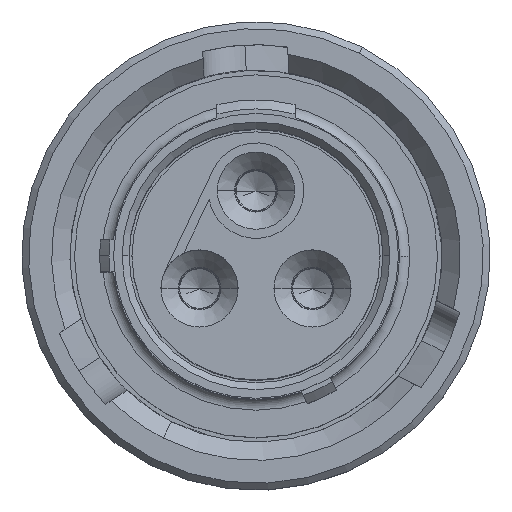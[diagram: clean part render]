
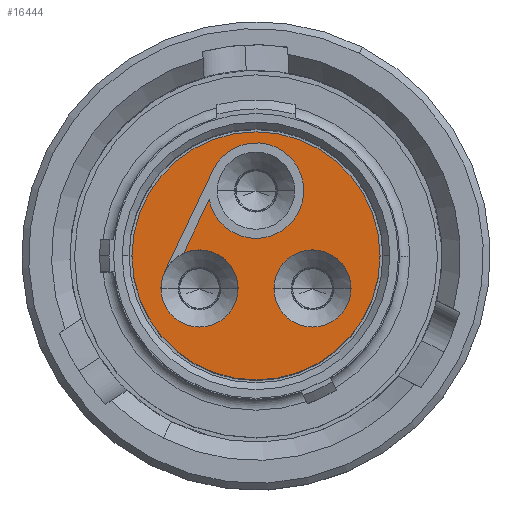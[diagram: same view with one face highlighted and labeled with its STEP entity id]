
A CAD part, top view. The second image highlights one B-rep face of the part: STEP entity #16444.
In plain terms, the highlighted planar face has unit normal (0, 0, 1).
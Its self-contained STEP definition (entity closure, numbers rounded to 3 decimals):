
#109 = VERTEX_POINT ( 'NONE', #14948 ) ;
#735 = AXIS2_PLACEMENT_3D ( 'NONE', #16801, #21552, #1934 ) ;
#914 = DIRECTION ( 'NONE',  ( 1., 0., 0. ) ) ;
#1076 = EDGE_CURVE ( 'NONE', #109, #26069, #25357, .T. ) ;
#1088 = CIRCLE ( 'NONE', #735, 2.7 ) ;
#1407 = DIRECTION ( 'NONE',  ( 1., 0., 0. ) ) ;
#1803 = EDGE_LOOP ( 'NONE', ( #30107, #25321 ) ) ;
#1934 = DIRECTION ( 'NONE',  ( 1., 0., 0. ) ) ;
#2085 = DIRECTION ( 'NONE',  ( 0., 0., 1. ) ) ;
#2270 = CARTESIAN_POINT ( 'NONE',  ( -0.94, 1.865, 17.686 ) ) ;
#3300 = AXIS2_PLACEMENT_3D ( 'NONE', #19055, #2085, #13954 ) ;
#3390 = EDGE_CURVE ( 'NONE', #12828, #20198, #15101, .T. ) ;
#3474 = CIRCLE ( 'NONE', #27042, 0.84 ) ;
#3524 = EDGE_CURVE ( 'NONE', #22299, #4386, #9760, .T. ) ;
#3914 = DIRECTION ( 'NONE',  ( 1., 0., 0. ) ) ;
#4386 = VERTEX_POINT ( 'NONE', #25772 ) ;
#4883 = DIRECTION ( 'NONE',  ( 0.428, 0.904, 0. ) ) ;
#5119 = EDGE_CURVE ( 'NONE', #26069, #109, #12591, .T. ) ;
#5736 = DIRECTION ( 'NONE',  ( 0., 0., 1. ) ) ;
#7361 = EDGE_CURVE ( 'NONE', #30002, #22299, #3474, .T. ) ;
#7767 = VERTEX_POINT ( 'NONE', #18000 ) ;
#8031 = DIRECTION ( 'NONE',  ( 1., 0., 0. ) ) ;
#8052 = ORIENTED_EDGE ( 'NONE', *, *, #14177, .F. ) ;
#8460 = LINE ( 'NONE', #31179, #24164 ) ;
#8480 = AXIS2_PLACEMENT_3D ( 'NONE', #27468, #10047, #12907 ) ;
#8955 = ORIENTED_EDGE ( 'NONE', *, *, #25203, .F. ) ;
#9399 = ORIENTED_EDGE ( 'NONE', *, *, #3390, .T. ) ;
#9760 = CIRCLE ( 'NONE', #26229, 0.84 ) ;
#10047 = DIRECTION ( 'NONE',  ( 0., 0., -1. ) ) ;
#10627 = CARTESIAN_POINT ( 'NONE',  ( 1.23, -0.71, 17.686 ) ) ;
#10803 = VERTEX_POINT ( 'NONE', #15567 ) ;
#11254 = EDGE_CURVE ( 'NONE', #4386, #7767, #8460, .T. ) ;
#11432 = CIRCLE ( 'NONE', #28098, 0.84 ) ;
#11442 = DIRECTION ( 'NONE',  ( 1., 0., 0. ) ) ;
#11545 = ORIENTED_EDGE ( 'NONE', *, *, #13186, .F. ) ;
#12559 = CARTESIAN_POINT ( 'NONE',  ( -2.7, 0., 17.686 ) ) ;
#12591 = CIRCLE ( 'NONE', #3300, 0.84 ) ;
#12828 = VERTEX_POINT ( 'NONE', #12916 ) ;
#12907 = DIRECTION ( 'NONE',  ( -1., 0., 0. ) ) ;
#12916 = CARTESIAN_POINT ( 'NONE',  ( 2.7, 0., 17.686 ) ) ;
#13186 = EDGE_CURVE ( 'NONE', #7767, #10803, #28476, .T. ) ;
#13472 = CARTESIAN_POINT ( 'NONE',  ( -1.989, -0.351, 17.686 ) ) ;
#13954 = DIRECTION ( 'NONE',  ( 1., 0., 0. ) ) ;
#14157 = FACE_OUTER_BOUND ( 'NONE', #30542, .T. ) ;
#14177 = EDGE_CURVE ( 'NONE', #10803, #16150, #29540, .T. ) ;
#14948 = CARTESIAN_POINT ( 'NONE',  ( 2.07, -0.71, 17.686 ) ) ;
#15064 = DIRECTION ( 'NONE',  ( 0., 0., 1. ) ) ;
#15101 = CIRCLE ( 'NONE', #27882, 2.7 ) ;
#15567 = CARTESIAN_POINT ( 'NONE',  ( -0.94, 1.865, 17.686 ) ) ;
#16150 = VERTEX_POINT ( 'NONE', #13472 ) ;
#16182 = CARTESIAN_POINT ( 'NONE',  ( 0., 0., 17.686 ) ) ;
#16444 = ADVANCED_FACE ( 'NONE', ( #14157, #29881, #23300 ), #26844, .F. ) ;
#16801 = CARTESIAN_POINT ( 'NONE',  ( 0., 0., 17.686 ) ) ;
#17214 = CARTESIAN_POINT ( 'NONE',  ( -2.07, -0.71, 17.686 ) ) ;
#17877 = CARTESIAN_POINT ( 'NONE',  ( 0.39, -0.71, 17.686 ) ) ;
#18000 = CARTESIAN_POINT ( 'NONE',  ( -1.022, 1.225, 17.686 ) ) ;
#18146 = ORIENTED_EDGE ( 'NONE', *, *, #3524, .F. ) ;
#18451 = DIRECTION ( 'NONE',  ( 0., 0., 1. ) ) ;
#18590 = DIRECTION ( 'NONE',  ( 0., 0., 1. ) ) ;
#18686 = EDGE_LOOP ( 'NONE', ( #27625, #18146, #28258, #8955, #8052, #11545 ) ) ;
#19055 = CARTESIAN_POINT ( 'NONE',  ( 1.23, -0.71, 17.686 ) ) ;
#19811 = CARTESIAN_POINT ( 'NONE',  ( 0., 1.42, 17.686 ) ) ;
#20198 = VERTEX_POINT ( 'NONE', #12559 ) ;
#21143 = CARTESIAN_POINT ( 'NONE',  ( -1.23, -0.71, 17.686 ) ) ;
#21552 = DIRECTION ( 'NONE',  ( 0., 0., 1. ) ) ;
#22299 = VERTEX_POINT ( 'NONE', #23069 ) ;
#22346 = AXIS2_PLACEMENT_3D ( 'NONE', #19811, #15064, #8031 ) ;
#22675 = ORIENTED_EDGE ( 'NONE', *, *, #24821, .T. ) ;
#22965 = VECTOR ( 'NONE', #26527, 1000. ) ;
#23069 = CARTESIAN_POINT ( 'NONE',  ( -0.39, -0.71, 17.686 ) ) ;
#23300 = FACE_BOUND ( 'NONE', #18686, .T. ) ;
#24164 = VECTOR ( 'NONE', #4883, 1000. ) ;
#24821 = EDGE_CURVE ( 'NONE', #20198, #12828, #1088, .T. ) ;
#24903 = CARTESIAN_POINT ( 'NONE',  ( -1.23, -0.71, 17.686 ) ) ;
#25203 = EDGE_CURVE ( 'NONE', #16150, #30002, #11432, .T. ) ;
#25321 = ORIENTED_EDGE ( 'NONE', *, *, #5119, .F. ) ;
#25357 = CIRCLE ( 'NONE', #26285, 0.84 ) ;
#25762 = CARTESIAN_POINT ( 'NONE',  ( -1.23, -0.71, 17.686 ) ) ;
#25772 = CARTESIAN_POINT ( 'NONE',  ( -1.575, 0.056, 17.686 ) ) ;
#26069 = VERTEX_POINT ( 'NONE', #17877 ) ;
#26229 = AXIS2_PLACEMENT_3D ( 'NONE', #21143, #28581, #11442 ) ;
#26285 = AXIS2_PLACEMENT_3D ( 'NONE', #10627, #5736, #914 ) ;
#26527 = DIRECTION ( 'NONE',  ( -0.428, -0.904, 0. ) ) ;
#26844 = PLANE ( 'NONE',  #8480 ) ;
#26969 = DIRECTION ( 'NONE',  ( 1., 0., 0. ) ) ;
#27042 = AXIS2_PLACEMENT_3D ( 'NONE', #25762, #18451, #1407 ) ;
#27392 = DIRECTION ( 'NONE',  ( 0., 0., 1. ) ) ;
#27468 = CARTESIAN_POINT ( 'NONE',  ( 0., 0., 17.686 ) ) ;
#27625 = ORIENTED_EDGE ( 'NONE', *, *, #11254, .F. ) ;
#27882 = AXIS2_PLACEMENT_3D ( 'NONE', #16182, #18590, #3914 ) ;
#28098 = AXIS2_PLACEMENT_3D ( 'NONE', #24903, #27392, #26969 ) ;
#28258 = ORIENTED_EDGE ( 'NONE', *, *, #7361, .F. ) ;
#28476 = CIRCLE ( 'NONE', #22346, 1.04 ) ;
#28581 = DIRECTION ( 'NONE',  ( 0., 0., 1. ) ) ;
#29540 = LINE ( 'NONE', #2270, #22965 ) ;
#29881 = FACE_BOUND ( 'NONE', #1803, .T. ) ;
#30002 = VERTEX_POINT ( 'NONE', #17214 ) ;
#30107 = ORIENTED_EDGE ( 'NONE', *, *, #1076, .F. ) ;
#30542 = EDGE_LOOP ( 'NONE', ( #9399, #22675 ) ) ;
#31179 = CARTESIAN_POINT ( 'NONE',  ( -1.022, 1.225, 17.686 ) ) ;
